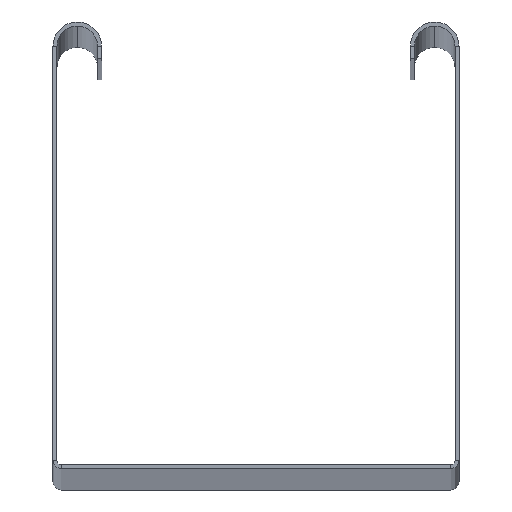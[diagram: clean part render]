
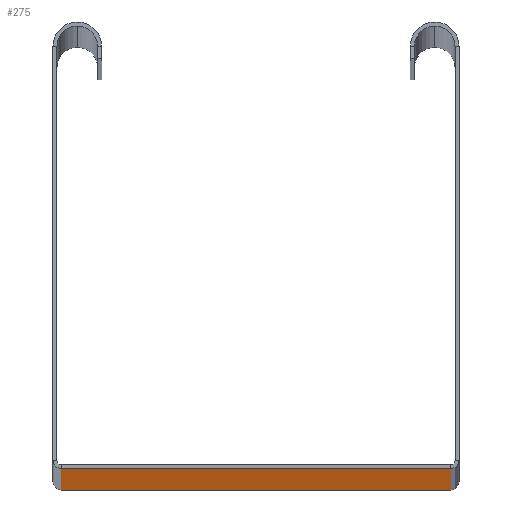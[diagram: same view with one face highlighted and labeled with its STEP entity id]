
A CAD part, top view. The second image highlights one B-rep face of the part: STEP entity #275.
In plain terms, the highlighted planar face has unit normal (0, -1, 0).
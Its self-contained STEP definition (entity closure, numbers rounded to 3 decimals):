
#129 = VECTOR ( 'NONE', #954, 1000. ) ;
#135 = VECTOR ( 'NONE', #600, 1000. ) ;
#157 = DIRECTION ( 'NONE',  ( 0., 0., -1. ) ) ;
#163 = EDGE_LOOP ( 'NONE', ( #202, #769, #987, #289 ) ) ;
#182 = LINE ( 'NONE', #761, #1097 ) ;
#196 = FACE_OUTER_BOUND ( 'NONE', #163, .T. ) ;
#202 = ORIENTED_EDGE ( 'NONE', *, *, #1020, .F. ) ;
#249 = EDGE_CURVE ( 'NONE', #1034, #1016, #279, .T. ) ;
#275 = ADVANCED_FACE ( 'NONE', ( #196 ), #803, .T. ) ;
#278 = DIRECTION ( 'NONE',  ( 0., 0., -1. ) ) ;
#279 = LINE ( 'NONE', #511, #135 ) ;
#280 = DIRECTION ( 'NONE',  ( -1., 0., 0. ) ) ;
#289 = ORIENTED_EDGE ( 'NONE', *, *, #249, .T. ) ;
#313 = LINE ( 'NONE', #805, #368 ) ;
#368 = VECTOR ( 'NONE', #280, 1000. ) ;
#402 = CARTESIAN_POINT ( 'NONE',  ( 48., -1., -1500. ) ) ;
#443 = CARTESIAN_POINT ( 'NONE',  ( -48., -1., -1500. ) ) ;
#508 = VERTEX_POINT ( 'NONE', #566 ) ;
#511 = CARTESIAN_POINT ( 'NONE',  ( -48., -1., 1500. ) ) ;
#535 = DIRECTION ( 'NONE',  ( 0., -1., 0. ) ) ;
#542 = VERTEX_POINT ( 'NONE', #402 ) ;
#566 = CARTESIAN_POINT ( 'NONE',  ( 48., -1., 1500. ) ) ;
#600 = DIRECTION ( 'NONE',  ( 0., 0., -1. ) ) ;
#609 = EDGE_CURVE ( 'NONE', #508, #542, #182, .T. ) ;
#686 = CARTESIAN_POINT ( 'NONE',  ( -48., -1., 1500. ) ) ;
#692 = CARTESIAN_POINT ( 'NONE',  ( -49., -1., -1500. ) ) ;
#711 = CARTESIAN_POINT ( 'NONE',  ( -49., -1., 1500. ) ) ;
#761 = CARTESIAN_POINT ( 'NONE',  ( 48., -1., 1500. ) ) ;
#769 = ORIENTED_EDGE ( 'NONE', *, *, #609, .F. ) ;
#793 = LINE ( 'NONE', #692, #129 ) ;
#803 = PLANE ( 'NONE',  #1066 ) ;
#805 = CARTESIAN_POINT ( 'NONE',  ( -49., -1., 1500. ) ) ;
#891 = EDGE_CURVE ( 'NONE', #508, #1034, #313, .T. ) ;
#954 = DIRECTION ( 'NONE',  ( -1., 0., 0. ) ) ;
#987 = ORIENTED_EDGE ( 'NONE', *, *, #891, .T. ) ;
#1016 = VERTEX_POINT ( 'NONE', #443 ) ;
#1020 = EDGE_CURVE ( 'NONE', #542, #1016, #793, .T. ) ;
#1034 = VERTEX_POINT ( 'NONE', #686 ) ;
#1066 = AXIS2_PLACEMENT_3D ( 'NONE', #711, #535, #278 ) ;
#1097 = VECTOR ( 'NONE', #157, 1000. ) ;
